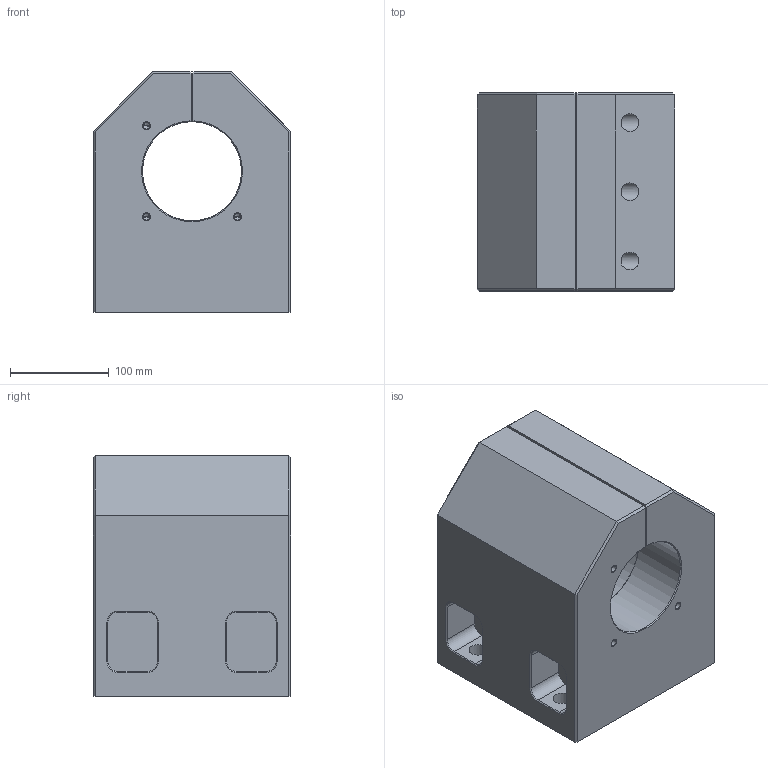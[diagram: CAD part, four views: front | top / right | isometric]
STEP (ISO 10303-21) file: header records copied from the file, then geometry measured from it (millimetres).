
FILE_DESCRIPTION((''),'2;1');
FILE_NAME('99-00318-0130','2023-06-12T14:43:26',('NMeyer'),(''),'CREO PARAMETRIC BY PTC INC, 2022014','CREO PARAMETRIC BY PTC INC, 2022014','');
FILE_SCHEMA(('CONFIG_CONTROL_DESIGN'));
Length unit declared in the file: millimetre
Products named in the file (1): 99-00318-0130
Bounding box: 200 x 200 x 243 mm (x, y, z)
Volume: 6113217.6 mm3; surface area: 395726.8 mm2
Topology: 1 solids, 11 shells, 198 faces, 496 edges, 308 vertices
Faces by surface type: cylinder 81, plane 79, cone 38
Entity records: 5909 total; most frequent: CARTESIAN_POINT 1075, DIRECTION 1060, ORIENTED_EDGE 912, EDGE_CURVE 476, AXIS2_PLACEMENT_3D 395, VERTEX_POINT 308, VECTOR 270, LINE 270
